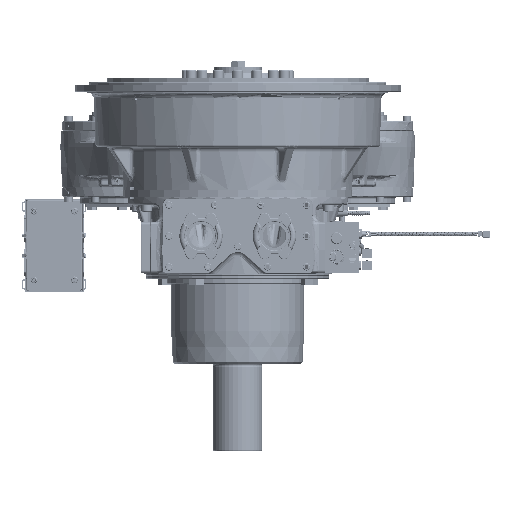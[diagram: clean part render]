
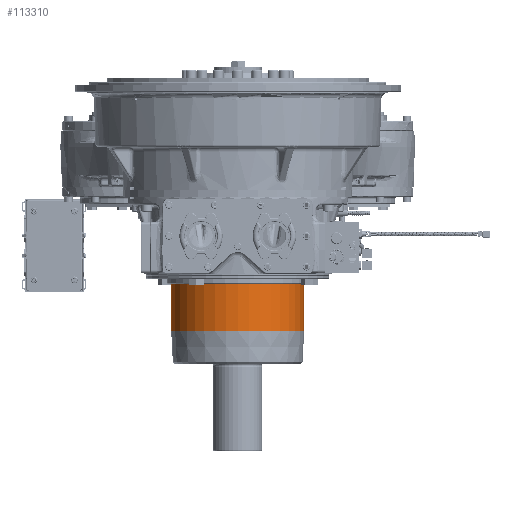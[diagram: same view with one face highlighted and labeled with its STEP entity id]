
A CAD part, front view. The second image highlights one B-rep face of the part: STEP entity #113310.
In plain terms, the highlighted cylindrical face has radius 145 mm (diameter 290 mm), a partial arc.
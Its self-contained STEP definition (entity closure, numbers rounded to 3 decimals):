
#14953 = FACE_OUTER_BOUND ( 'NONE', #435934, .T. ) ;
#25667 = CARTESIAN_POINT ( 'NONE',  ( 0., 0., -536.475 ) ) ;
#44597 = EDGE_CURVE ( 'NONE', #396869, #333014, #520763, .T. ) ;
#47886 = ORIENTED_EDGE ( 'NONE', *, *, #210378, .F. ) ;
#57024 = AXIS2_PLACEMENT_3D ( 'NONE', #25667, #204687, #324411 ) ;
#65399 = CARTESIAN_POINT ( 'NONE',  ( 145., 0., -434.8 ) ) ;
#78144 = EDGE_CURVE ( 'NONE', #396869, #249542, #165825, .T. ) ;
#99585 = AXIS2_PLACEMENT_3D ( 'NONE', #457132, #414479, #374536 ) ;
#113310 = ADVANCED_FACE ( 'NONE', ( #14953 ), #145688, .T. ) ;
#116920 = DIRECTION ( 'NONE',  ( 1., 0., 0. ) ) ;
#130799 = CARTESIAN_POINT ( 'NONE',  ( -145., 0., -402.8 ) ) ;
#139295 = CARTESIAN_POINT ( 'NONE',  ( 145., 0., -536.475 ) ) ;
#145688 = CYLINDRICAL_SURFACE ( 'NONE', #158667, 145. ) ;
#158667 = AXIS2_PLACEMENT_3D ( 'NONE', #509770, #210798, #116920 ) ;
#163178 = VECTOR ( 'NONE', #460028, 1000. ) ;
#165825 = CIRCLE ( 'NONE', #57024, 145. ) ;
#173267 = CARTESIAN_POINT ( 'NONE',  ( -145., 0., -536.475 ) ) ;
#204687 = DIRECTION ( 'NONE',  ( 0., 0., 1. ) ) ;
#210378 = EDGE_CURVE ( 'NONE', #333014, #416686, #326675, .T. ) ;
#210798 = DIRECTION ( 'NONE',  ( 0., 0., 1. ) ) ;
#246444 = LINE ( 'NONE', #286419, #163178 ) ;
#249542 = VERTEX_POINT ( 'NONE', #139295 ) ;
#286419 = CARTESIAN_POINT ( 'NONE',  ( 145., 0., -402.8 ) ) ;
#317686 = VECTOR ( 'NONE', #341455, 1000. ) ;
#324411 = DIRECTION ( 'NONE',  ( 1., 0., 0. ) ) ;
#326675 = CIRCLE ( 'NONE', #99585, 145. ) ;
#328426 = CARTESIAN_POINT ( 'NONE',  ( -145., 0., -434.8 ) ) ;
#333014 = VERTEX_POINT ( 'NONE', #328426 ) ;
#341455 = DIRECTION ( 'NONE',  ( 0., 0., 1. ) ) ;
#374536 = DIRECTION ( 'NONE',  ( 1., 0., 0. ) ) ;
#374714 = ORIENTED_EDGE ( 'NONE', *, *, #78144, .T. ) ;
#396869 = VERTEX_POINT ( 'NONE', #173267 ) ;
#414479 = DIRECTION ( 'NONE',  ( 0., 0., 1. ) ) ;
#416686 = VERTEX_POINT ( 'NONE', #65399 ) ;
#427693 = EDGE_CURVE ( 'NONE', #249542, #416686, #246444, .T. ) ;
#435934 = EDGE_LOOP ( 'NONE', ( #472850, #374714, #455139, #47886 ) ) ;
#455139 = ORIENTED_EDGE ( 'NONE', *, *, #427693, .T. ) ;
#457132 = CARTESIAN_POINT ( 'NONE',  ( 0., 0., -434.8 ) ) ;
#460028 = DIRECTION ( 'NONE',  ( 0., 0., 1. ) ) ;
#472850 = ORIENTED_EDGE ( 'NONE', *, *, #44597, .F. ) ;
#509770 = CARTESIAN_POINT ( 'NONE',  ( 0., 0., -402.8 ) ) ;
#520763 = LINE ( 'NONE', #130799, #317686 ) ;
